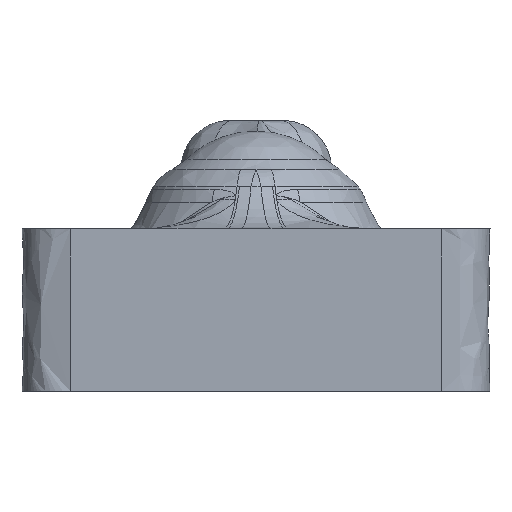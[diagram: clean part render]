
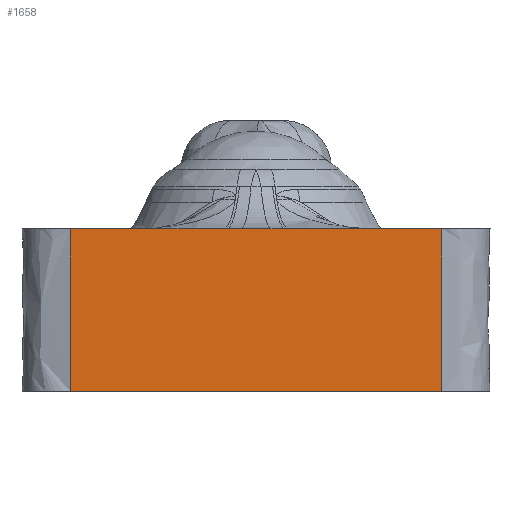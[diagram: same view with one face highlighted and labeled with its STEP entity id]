
A CAD part, front view. The second image highlights one B-rep face of the part: STEP entity #1658.
In plain terms, the highlighted free-form (B-spline) face has degree [1, 1] with [2, 2] control points.
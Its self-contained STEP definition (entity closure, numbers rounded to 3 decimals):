
#1155 = VERTEX_POINT('',#1156);
#1156 = CARTESIAN_POINT('',(24.633,-1.697,
    7.194));
#1189 = EDGE_CURVE('',#1190,#1155,#1192,.T.);
#1190 = VERTEX_POINT('',#1191);
#1191 = CARTESIAN_POINT('',(24.633,-1.697,
    28.775));
#1192 = B_SPLINE_CURVE_WITH_KNOTS('',1,(#1193,#1194),.UNSPECIFIED.,.F.,
  .F.,(2,2),(-10.,5.),.PIECEWISE_BEZIER_KNOTS.);
#1193 = CARTESIAN_POINT('',(24.633,-1.697,
    28.775));
#1194 = CARTESIAN_POINT('',(24.633,-1.697,
    7.194));
#1540 = EDGE_CURVE('',#1541,#1543,#1545,.T.);
#1541 = VERTEX_POINT('',#1542);
#1542 = CARTESIAN_POINT('',(-24.633,-1.697,
    28.775));
#1543 = VERTEX_POINT('',#1544);
#1544 = CARTESIAN_POINT('',(-24.633,-1.697,
    7.194));
#1545 = B_SPLINE_CURVE_WITH_KNOTS('',1,(#1546,#1547),.UNSPECIFIED.,.F.,
  .F.,(2,2),(-10.,5.),.PIECEWISE_BEZIER_KNOTS.);
#1546 = CARTESIAN_POINT('',(-24.633,-1.697,
    28.775));
#1547 = CARTESIAN_POINT('',(-24.633,-1.697,
    7.194));
#1658 = ADVANCED_FACE('',(#1659),#1701,.F.);
#1659 = FACE_BOUND('',#1660,.T.);
#1660 = EDGE_LOOP('',(#1661,#1666,#1667,#1674,#1681,#1688,#1695,#1700));
#1661 = ORIENTED_EDGE('',*,*,#1662,.F.);
#1662 = EDGE_CURVE('',#1155,#1543,#1663,.T.);
#1663 = B_SPLINE_CURVE_WITH_KNOTS('',1,(#1664,#1665),.UNSPECIFIED.,.F.,
  .F.,(2,2),(0.,34.242),.PIECEWISE_BEZIER_KNOTS.);
#1664 = CARTESIAN_POINT('',(24.633,-1.697,
    7.194));
#1665 = CARTESIAN_POINT('',(-24.633,-1.697,
    7.194));
#1666 = ORIENTED_EDGE('',*,*,#1189,.F.);
#1667 = ORIENTED_EDGE('',*,*,#1668,.F.);
#1668 = EDGE_CURVE('',#1669,#1190,#1671,.T.);
#1669 = VERTEX_POINT('',#1670);
#1670 = CARTESIAN_POINT('',(3.944,-1.697,
    28.775));
#1671 = B_SPLINE_CURVE_WITH_KNOTS('',1,(#1672,#1673),.UNSPECIFIED.,.F.,
  .F.,(2,2),(19.862,34.242),.PIECEWISE_BEZIER_KNOTS.);
#1672 = CARTESIAN_POINT('',(3.944,-1.697,
    28.775));
#1673 = CARTESIAN_POINT('',(24.633,-1.697,
    28.775));
#1674 = ORIENTED_EDGE('',*,*,#1675,.F.);
#1675 = EDGE_CURVE('',#1676,#1669,#1678,.T.);
#1676 = VERTEX_POINT('',#1677);
#1677 = CARTESIAN_POINT('',(1.992,-1.697,
    28.775));
#1678 = B_SPLINE_CURVE_WITH_KNOTS('',1,(#1679,#1680),.UNSPECIFIED.,.F.,
  .F.,(2,2),(18.505,19.862),.PIECEWISE_BEZIER_KNOTS.);
#1679 = CARTESIAN_POINT('',(1.992,-1.697,
    28.775));
#1680 = CARTESIAN_POINT('',(3.944,-1.697,
    28.775));
#1681 = ORIENTED_EDGE('',*,*,#1682,.F.);
#1682 = EDGE_CURVE('',#1683,#1676,#1685,.T.);
#1683 = VERTEX_POINT('',#1684);
#1684 = CARTESIAN_POINT('',(-1.992,-1.697,
    28.775));
#1685 = B_SPLINE_CURVE_WITH_KNOTS('',1,(#1686,#1687),.UNSPECIFIED.,.F.,
  .F.,(2,2),(15.737,18.505),.PIECEWISE_BEZIER_KNOTS.);
#1686 = CARTESIAN_POINT('',(-1.992,-1.697,
    28.775));
#1687 = CARTESIAN_POINT('',(1.992,-1.697,
    28.775));
#1688 = ORIENTED_EDGE('',*,*,#1689,.F.);
#1689 = EDGE_CURVE('',#1690,#1683,#1692,.T.);
#1690 = VERTEX_POINT('',#1691);
#1691 = CARTESIAN_POINT('',(-3.944,-1.697,
    28.775));
#1692 = B_SPLINE_CURVE_WITH_KNOTS('',1,(#1693,#1694),.UNSPECIFIED.,.F.,
  .F.,(2,2),(14.38,15.737),.PIECEWISE_BEZIER_KNOTS.);
#1693 = CARTESIAN_POINT('',(-3.944,-1.697,
    28.775));
#1694 = CARTESIAN_POINT('',(-1.992,-1.697,
    28.775));
#1695 = ORIENTED_EDGE('',*,*,#1696,.F.);
#1696 = EDGE_CURVE('',#1541,#1690,#1697,.T.);
#1697 = B_SPLINE_CURVE_WITH_KNOTS('',1,(#1698,#1699),.UNSPECIFIED.,.F.,
  .F.,(2,2),(0.,14.38),.PIECEWISE_BEZIER_KNOTS.);
#1698 = CARTESIAN_POINT('',(-24.633,-1.697,
    28.775));
#1699 = CARTESIAN_POINT('',(-3.944,-1.697,
    28.775));
#1700 = ORIENTED_EDGE('',*,*,#1540,.T.);
#1701 = B_SPLINE_SURFACE_WITH_KNOTS('',1,1,(
    (#1702,#1703)
    ,(#1704,#1705
    )),.UNSPECIFIED.,.F.,.F.,.F.,(2,2),(2,2),(-5.,10.),(0.,
    34.242),.PIECEWISE_BEZIER_KNOTS.);
#1702 = CARTESIAN_POINT('',(-24.633,-1.697,
    7.194));
#1703 = CARTESIAN_POINT('',(24.633,-1.697,
    7.194));
#1704 = CARTESIAN_POINT('',(-24.633,-1.697,
    28.775));
#1705 = CARTESIAN_POINT('',(24.633,-1.697,
    28.775));
